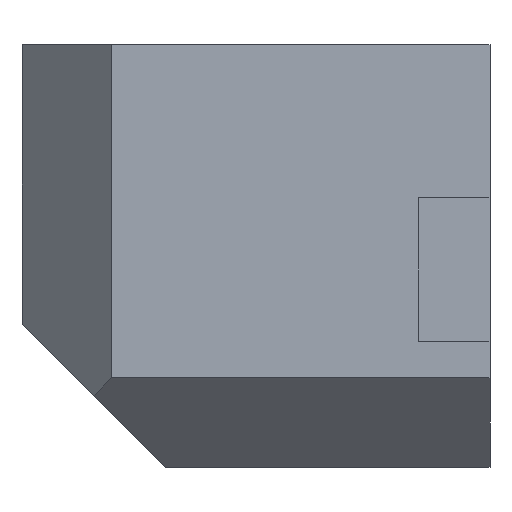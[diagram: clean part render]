
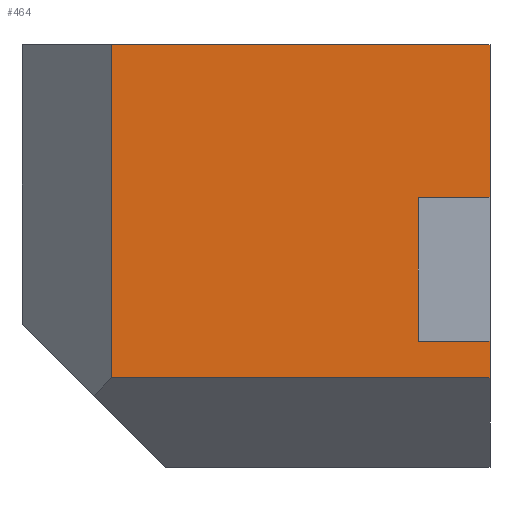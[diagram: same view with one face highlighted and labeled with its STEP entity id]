
A CAD part, left-side view. The second image highlights one B-rep face of the part: STEP entity #464.
In plain terms, the highlighted planar face has unit normal (-1, 0, 0).
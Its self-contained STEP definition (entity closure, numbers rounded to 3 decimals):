
#18=FACE_OUTER_BOUND('',#42,.T.);
#42=EDGE_LOOP('',(#324,#325,#326,#327,#328,#329,#330,#331));
#71=LINE('',#660,#137);
#80=LINE('',#677,#146);
#81=LINE('',#680,#147);
#82=LINE('',#682,#148);
#83=LINE('',#684,#149);
#84=LINE('',#686,#150);
#85=LINE('',#688,#151);
#86=LINE('',#689,#152);
#137=VECTOR('',#537,10.);
#146=VECTOR('',#548,10.);
#147=VECTOR('',#551,10.);
#148=VECTOR('',#552,10.);
#149=VECTOR('',#553,10.);
#150=VECTOR('',#554,10.);
#151=VECTOR('',#555,10.);
#152=VECTOR('',#556,10.);
#203=VERTEX_POINT('',#657);
#204=VERTEX_POINT('',#659);
#211=VERTEX_POINT('',#675);
#212=VERTEX_POINT('',#679);
#213=VERTEX_POINT('',#681);
#214=VERTEX_POINT('',#683);
#215=VERTEX_POINT('',#685);
#216=VERTEX_POINT('',#687);
#247=EDGE_CURVE('',#203,#204,#71,.T.);
#256=EDGE_CURVE('',#211,#203,#80,.T.);
#257=EDGE_CURVE('',#212,#211,#81,.T.);
#258=EDGE_CURVE('',#213,#212,#82,.T.);
#259=EDGE_CURVE('',#214,#213,#83,.T.);
#260=EDGE_CURVE('',#215,#214,#84,.T.);
#261=EDGE_CURVE('',#216,#215,#85,.T.);
#262=EDGE_CURVE('',#204,#216,#86,.T.);
#324=ORIENTED_EDGE('',*,*,#256,.F.);
#325=ORIENTED_EDGE('',*,*,#257,.F.);
#326=ORIENTED_EDGE('',*,*,#258,.F.);
#327=ORIENTED_EDGE('',*,*,#259,.F.);
#328=ORIENTED_EDGE('',*,*,#260,.F.);
#329=ORIENTED_EDGE('',*,*,#261,.F.);
#330=ORIENTED_EDGE('',*,*,#262,.F.);
#331=ORIENTED_EDGE('',*,*,#247,.F.);
#440=PLANE('',#502);
#464=ADVANCED_FACE('',(#18),#440,.F.);
#502=AXIS2_PLACEMENT_3D('',#678,#549,#550);
#537=DIRECTION('',(0.,-1.,0.));
#548=DIRECTION('',(0.,0.,1.));
#549=DIRECTION('center_axis',(1.,0.,0.));
#550=DIRECTION('ref_axis',(0.,0.,-1.));
#551=DIRECTION('',(0.,1.,0.));
#552=DIRECTION('',(0.,0.,-1.));
#553=DIRECTION('',(0.,-1.,0.));
#554=DIRECTION('',(0.,0.,-1.));
#555=DIRECTION('',(0.,1.,0.));
#556=DIRECTION('',(0.,0.,-1.));
#657=CARTESIAN_POINT('',(-13.,107.,22.5));
#659=CARTESIAN_POINT('',(-13.,86.,22.5));
#660=CARTESIAN_POINT('',(-13.,112.,22.5));
#675=CARTESIAN_POINT('',(-13.,107.,4.));
#677=CARTESIAN_POINT('',(-13.,107.,4.25));
#678=CARTESIAN_POINT('Origin',(-13.,99.,9.5));
#679=CARTESIAN_POINT('',(-13.,86.,4.));
#680=CARTESIAN_POINT('',(-13.,92.5,4.));
#681=CARTESIAN_POINT('',(-13.,86.,6.));
#682=CARTESIAN_POINT('',(-13.,86.,20.));
#683=CARTESIAN_POINT('',(-13.,90.,6.));
#684=CARTESIAN_POINT('',(-13.,94.5,6.));
#685=CARTESIAN_POINT('',(-13.,90.,14.));
#686=CARTESIAN_POINT('',(-13.,90.,11.75));
#687=CARTESIAN_POINT('',(-13.,86.,14.));
#688=CARTESIAN_POINT('',(-13.,92.5,14.));
#689=CARTESIAN_POINT('',(-13.,86.,20.));
